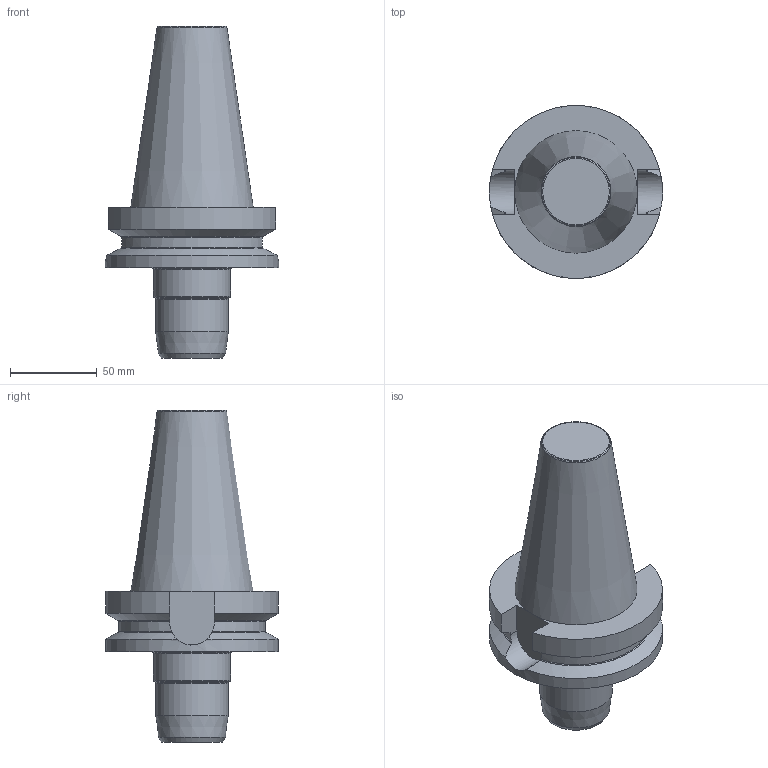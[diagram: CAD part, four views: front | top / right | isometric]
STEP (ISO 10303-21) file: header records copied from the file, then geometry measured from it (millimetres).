
FILE_DESCRIPTION(/* description */ (''),/* implementation_level */ '2;1');
FILE_NAME(/* name */ 'BT50ADB-HC20-090_Basic.stp',/* time_stamp */ '2022-04-07T16:05:44+06:00',/* author */ (''),/* organization */ (''),/* preprocessor_version */ 'ST-DEVELOPER v16.7',/* originating_system */ 'SIEMENS PLM Software NX 12.0',/* authorisation */ '');
FILE_SCHEMA (('AUTOMOTIVE_DESIGN { 1 0 10303 214 3 1 1 1 }'));
Length unit declared in the file: millimetre
Products named in the file (1): inpu70180D68ygm9
Bounding box: 100 x 100 x 191.8 mm (x, y, z)
Volume: 550986.1 mm3; surface area: 54640.2 mm2
Topology: 1 solids, 1 shells, 41 faces, 105 edges, 72 vertices
Faces by surface type: torus 12, plane 11, cylinder 10, cone 8
Full cylindrical faces by diameter (mm): 20 x1, 42 x1, 44.5 x1, 100 x1
Entity records: 1279 total; most frequent: CARTESIAN_POINT 352, DIRECTION 182, ORIENTED_EDGE 158, AXIS2_PLACEMENT_3D 80, EDGE_CURVE 79, EDGE_LOOP 60, VERTEX_POINT 59, ADVANCED_FACE 41
